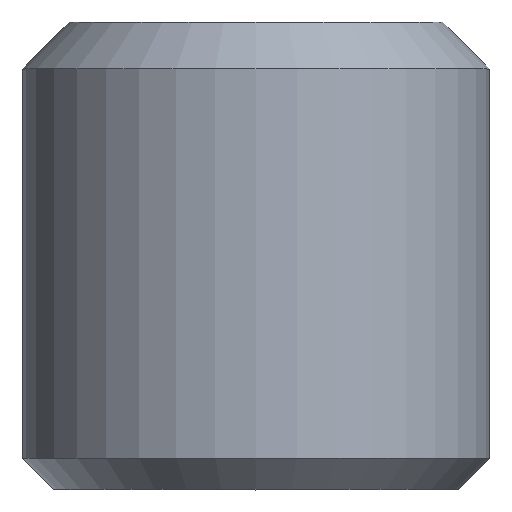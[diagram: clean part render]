
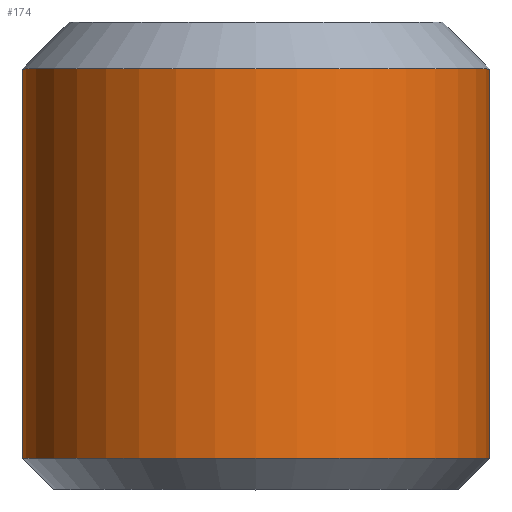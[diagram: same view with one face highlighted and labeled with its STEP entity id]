
A CAD part, top view. The second image highlights one B-rep face of the part: STEP entity #174.
In plain terms, the highlighted cylindrical face has radius 3 mm (diameter 6 mm), a full revolution.
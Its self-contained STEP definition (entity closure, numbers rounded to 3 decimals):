
#16 = FACE_OUTER_BOUND ( 'NONE', #125, .T. ) ;
#33 = VERTEX_POINT ( 'NONE', #564 ) ;
#36 = CARTESIAN_POINT ( 'NONE',  ( 0., 5.4, 0. ) ) ;
#46 = DIRECTION ( 'NONE',  ( 0., -1., 0. ) ) ;
#62 = DIRECTION ( 'NONE',  ( 0., 0., 1. ) ) ;
#69 = DIRECTION ( 'NONE',  ( 0., -1., 0. ) ) ;
#120 = AXIS2_PLACEMENT_3D ( 'NONE', #310, #46, #493 ) ;
#125 = EDGE_LOOP ( 'NONE', ( #437 ) ) ;
#140 = CYLINDRICAL_SURFACE ( 'NONE', #120, 3. ) ;
#169 = DIRECTION ( 'NONE',  ( 0., 0., 1. ) ) ;
#174 = ADVANCED_FACE ( 'NONE', ( #16, #228 ), #140, .T. ) ;
#206 = EDGE_LOOP ( 'NONE', ( #518 ) ) ;
#208 = VERTEX_POINT ( 'NONE', #467 ) ;
#228 = FACE_OUTER_BOUND ( 'NONE', #206, .T. ) ;
#245 = CIRCLE ( 'NONE', #298, 3. ) ;
#253 = AXIS2_PLACEMENT_3D ( 'NONE', #36, #69, #169 ) ;
#284 = CARTESIAN_POINT ( 'NONE',  ( 0., 0.4, 0. ) ) ;
#298 = AXIS2_PLACEMENT_3D ( 'NONE', #284, #315, #62 ) ;
#310 = CARTESIAN_POINT ( 'NONE',  ( 0., 6., 0. ) ) ;
#315 = DIRECTION ( 'NONE',  ( 0., 1., 0. ) ) ;
#328 = EDGE_CURVE ( 'NONE', #33, #33, #245, .T. ) ;
#437 = ORIENTED_EDGE ( 'NONE', *, *, #328, .T. ) ;
#467 = CARTESIAN_POINT ( 'NONE',  ( 0., 5.4, 3. ) ) ;
#493 = DIRECTION ( 'NONE',  ( 0., 0., -1. ) ) ;
#518 = ORIENTED_EDGE ( 'NONE', *, *, #538, .T. ) ;
#538 = EDGE_CURVE ( 'NONE', #208, #208, #570, .T. ) ;
#564 = CARTESIAN_POINT ( 'NONE',  ( 0., 0.4, 3. ) ) ;
#570 = CIRCLE ( 'NONE', #253, 3. ) ;
